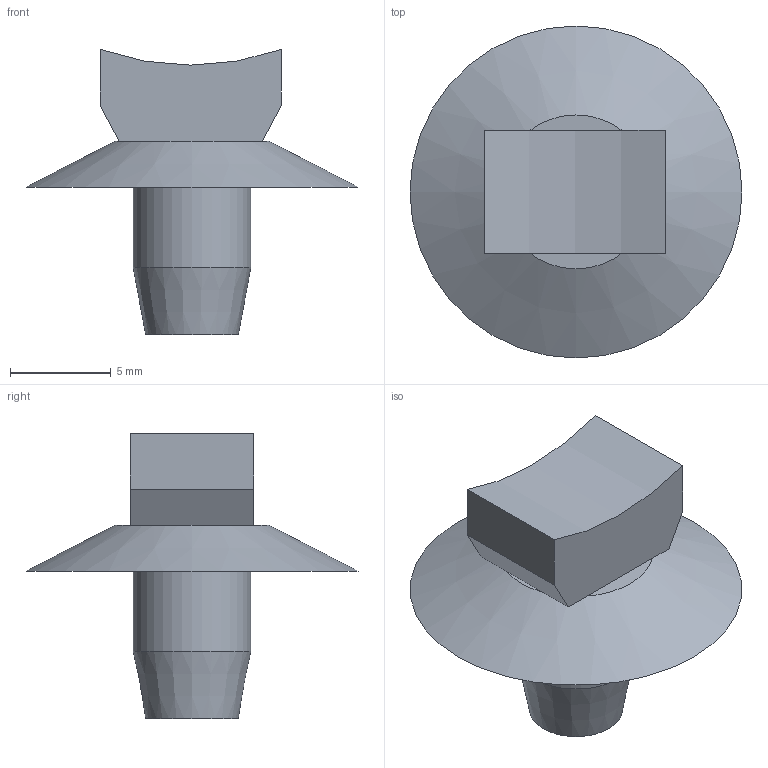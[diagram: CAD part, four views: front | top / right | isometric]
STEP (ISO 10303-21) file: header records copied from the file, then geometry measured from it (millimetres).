
FILE_DESCRIPTION(/* description */ (''),/* implementation_level */ '2;1');
FILE_NAME(/* name */ 'PUM-049.stp',/* time_stamp */ '2015-05-27T07:59:26-04:00',/* author */ (''),/* organization */ (''),/* preprocessor_version */ 'ST-DEVELOPER v15',/* originating_system */ 'SIEMENS PLM Software NX 8.5',/* authorisation */ '');
FILE_SCHEMA (('CONFIG_CONTROL_DESIGN'));
Length unit declared in the file: inch
Products named in the file (1): blank
Bounding box: 16.44 x 16.44 x 14.12 mm (x, y, z)
Volume: 656.8 mm3; surface area: 759.8 mm2
Topology: 1 solids, 1 shells, 17 faces, 38 edges, 25 vertices
Faces by surface type: plane 13, cylinder 2, cone 2
Full cylindrical faces by diameter (mm): 5.833 x1
Entity records: 542 total; most frequent: DIRECTION 78, CARTESIAN_POINT 78, ORIENTED_EDGE 70, EDGE_CURVE 35, LINE 28, VECTOR 28, VERTEX_POINT 25, AXIS2_PLACEMENT_3D 25
